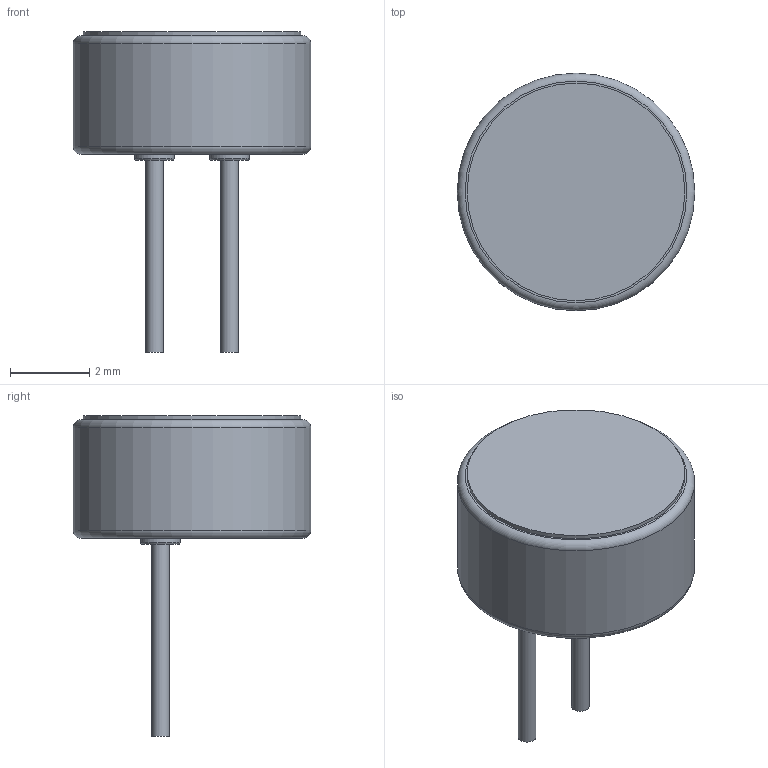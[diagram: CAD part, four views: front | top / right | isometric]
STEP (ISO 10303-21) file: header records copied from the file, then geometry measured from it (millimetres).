
FILE_DESCRIPTION(/* description */ (''),/* implementation_level */ '2;1');
FILE_NAME(/* name */ 'POM-3042P-R.ipt.stp',/* time_stamp */ '2020-05-28T12:43:32-04:00',/* author */ ('dunn'),/* organization */ (''),/* preprocessor_version */ 'ST-DEVELOPER v16.1',/* originating_system */ 'Autodesk Inventor 2016',/* authorisation */ '');
FILE_SCHEMA (('AUTOMOTIVE_DESIGN { 1 0 10303 214 3 1 1 }'));
Length unit declared in the file: millimetre
Products named in the file (1): POM-3042P-R
Bounding box: 6 x 6 x 8.1 mm (x, y, z)
Volume: 21 mm3; surface area: 231.4 mm2
Topology: 3 solids, 6 shells, 55 faces, 77 edges, 49 vertices
Faces by surface type: plane 27, cylinder 20, torus 8
Full cylindrical faces by diameter (mm): 0.1 x2, 0.3 x6, 0.45 x2, 1 x2, 1.2 x2, 1.8 x2, 5.5 x1, 5.6 x1, 5.65 x1, 6 x1
Entity records: 1126 total; most frequent: DIRECTION 210, CARTESIAN_POINT 154, AXIS2_PLACEMENT_3D 105, EDGE_LOOP 98, ORIENTED_EDGE 98, FACE_OUTER_BOUND 55, ADVANCED_FACE 55, CIRCLE 49
